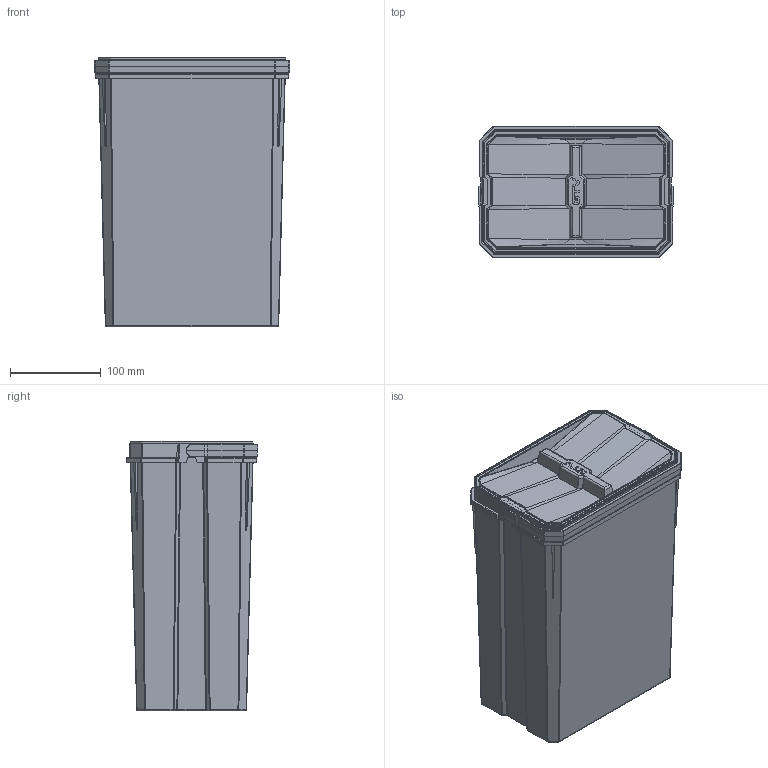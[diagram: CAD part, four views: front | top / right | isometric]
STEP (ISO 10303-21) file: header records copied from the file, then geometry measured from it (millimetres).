
FILE_DESCRIPTION(/* description */ (''),/* implementation_level */ '2;1');
FILE_NAME(/* name */ 'KOSZ_7L.stp',/* time_stamp */ '2023-06-27T15:52:01+02:00',/* author */ ('tomaszw'),/* organization */ (''),/* preprocessor_version */ 'ST-DEVELOPER v19.2',/* originating_system */ 'Autodesk Inventor 2023',/* authorisation */ '');
FILE_SCHEMA (('AUTOMOTIVE_DESIGN { 1 0 10303 214 3 1 1 }'));
Products named in the file (4): KOSZ_7_26.01.2022.; kosz_7_wiadro; kosz_7_pokrywka; kosz_7_rączka
Assembly tree (3 placements, depth 2):
  KOSZ_7_26.01.2022.
    kosz_7_wiadro
    kosz_7_pokrywka
    kosz_7_rączka
Bounding box: 215.47 x 144.62 x 297.3 mm (x, y, z)
Volume: 414906.3 mm3; surface area: 515293 mm2
Topology: 3 solids, 3 shells, 1586 faces, 4012 edges, 2425 vertices
Faces by surface type: cylinder 620, plane 508, bspline 336, sphere 68, cone 31, torus 23
Full cylindrical faces by diameter (mm): 4.6 x2, 7.5 x2
Entity records: 60445 total; most frequent: CARTESIAN_POINT 21531, ORIENTED_EDGE 7984, DIRECTION 7813, EDGE_CURVE 3992, AXIS2_PLACEMENT_3D 2867, VERTEX_POINT 2425, LINE 2079, VECTOR 2079
